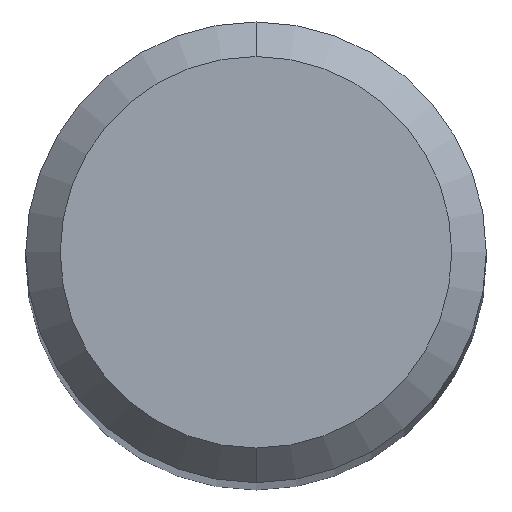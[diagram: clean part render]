
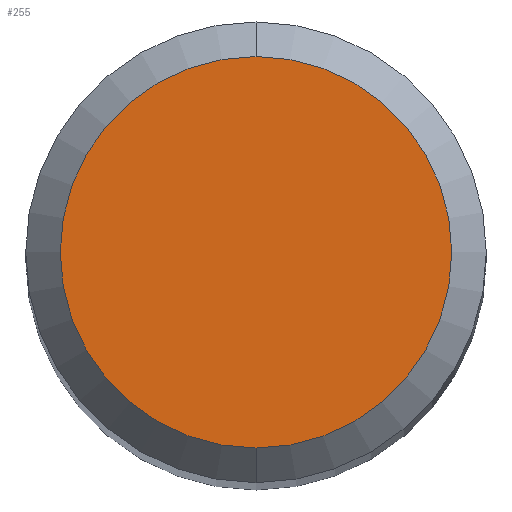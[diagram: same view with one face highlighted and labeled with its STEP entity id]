
A CAD part, top view. The second image highlights one B-rep face of the part: STEP entity #255.
In plain terms, the highlighted planar face has unit normal (0, 0, 1).
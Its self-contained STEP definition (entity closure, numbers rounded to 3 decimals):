
#215=EDGE_CURVE('',#237,#289,#532,.T.);
#237=VERTEX_POINT('',#554);
#255=ADVANCED_FACE('',(#573),#574,.T.);
#289=VERTEX_POINT('',#613);
#429=EDGE_CURVE('',#289,#237,#772,.T.);
#532=CIRCLE('',#918,1.7);
#554=CARTESIAN_POINT('',(0.0,1.7,0.0));
#573=FACE_OUTER_BOUND('',#1031,.T.);
#574=PLANE('',#1032);
#613=CARTESIAN_POINT('',(0.,-1.7,0.0));
#772=CIRCLE('',#1381,1.7);
#918=AXIS2_PLACEMENT_3D('',#1503,#1504,#1505);
#1031=EDGE_LOOP('',(#1531,#1532));
#1032=AXIS2_PLACEMENT_3D('',#1533,#1534,#1535);
#1381=AXIS2_PLACEMENT_3D('',#1788,#1789,#1790);
#1503=CARTESIAN_POINT('',(0.0,0.0,0.0));
#1504=DIRECTION('',(0.0,0.0,-1.0));
#1505=DIRECTION('',(0.0,1.0,0.0));
#1531=ORIENTED_EDGE('',*,*,#215,.F.);
#1532=ORIENTED_EDGE('',*,*,#429,.F.);
#1533=CARTESIAN_POINT('',(0.0,0.85,0.0));
#1534=DIRECTION('',(-0.0,0.0,1.0));
#1535=DIRECTION('',(0.0,-1.0,0.0));
#1788=CARTESIAN_POINT('',(0.0,0.0,0.0));
#1789=DIRECTION('',(0.0,0.0,-1.0));
#1790=DIRECTION('',(0.0,1.0,0.0));
